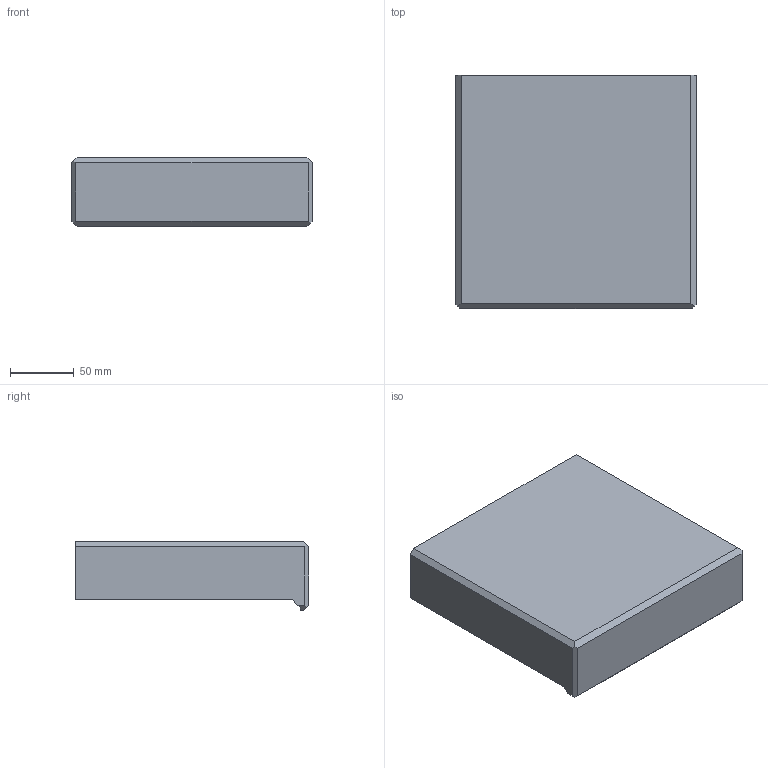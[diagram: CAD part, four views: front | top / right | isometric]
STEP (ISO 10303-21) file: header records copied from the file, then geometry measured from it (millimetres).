
FILE_DESCRIPTION(('HOOPS Exchange Step'),'2;1');
FILE_NAME('temp_export','2021-03-08T18:53:43+01:00',('mobile'),('Shapr3D Limited'),'HOOPS Exchange 2020.2','Shapr3D','Authorized');
FILE_SCHEMA( ('AP203_CONFIGURATION_CONTROLLED_3D_DESIGN_OF_MECHANICAL_PARTS_AND_ASSEMBLIES_MIM_LF') );
Length unit declared in the file: millimetre
Products named in the file (2): 0; B9C78A6C-8712-4F03-80B3-1014BFEA2DAF.tmp
Assembly tree (1 placements, depth 2):
  B9C78A6C-8712-4F03-80B3-1014BFEA2DAF.tmp
    0
Bounding box: 188 x 182.6 x 53.6 mm (x, y, z)
Volume: 160452.3 mm3; surface area: 126764.3 mm2
Topology: 1 solids, 1 shells, 100 faces, 285 edges, 187 vertices
Faces by surface type: plane 87, cylinder 8, bspline 3, sphere 2
Entity records: 3682 total; most frequent: CARTESIAN_POINT 1054, ORIENTED_EDGE 566, DIRECTION 489, EDGE_CURVE 283, VECTOR 257, LINE 257, VERTEX_POINT 187, AXIS2_PLACEMENT_3D 116
